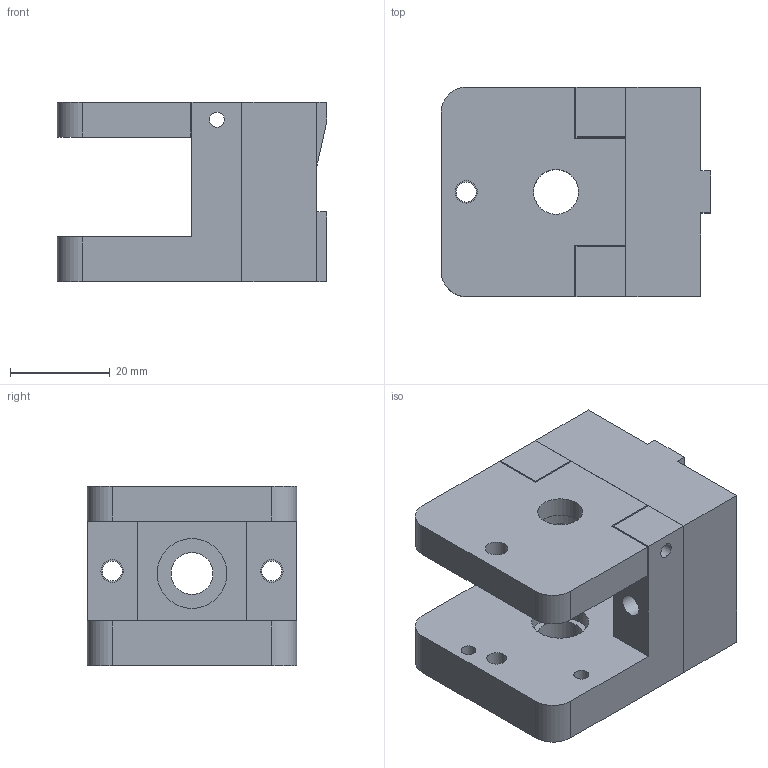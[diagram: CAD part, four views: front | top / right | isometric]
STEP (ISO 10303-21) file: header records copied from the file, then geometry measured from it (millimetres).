
FILE_DESCRIPTION(/* description */ (''),/* implementation_level */ '2;1');
FILE_NAME(/* name */ 'YIdlerTightener.stp',/* time_stamp */ '2014-06-26T21:31:58+02:00',/* author */ (''),/* organization */ (''),/* preprocessor_version */ 'ST-DEVELOPER v15.6',/* originating_system */ 'Autodesk Translator Framework v3.0.0.6910',/* authorisation */ '');
FILE_SCHEMA (('AUTOMOTIVE_DESIGN { 1 0 10303 214 3 1 1 }'));
Length unit declared in the file: centimetre
Products named in the file (5): Component12; Component3 Copy1; Component14; Component15; y-idler_tightener v6
Bounding box: 54 x 42 x 36 mm (x, y, z)
Volume: 47471.3 mm3; surface area: 17738.4 mm2
Topology: 3 solids, 3 shells, 60 faces, 157 edges, 106 vertices
Faces by surface type: plane 39, cylinder 21
Full cylindrical faces by diameter (mm): 3 x5, 4 x3, 4.5 x3, 8.4 x1, 9 x2, 11.4 x2, 14 x1
Entity records: 1914 total; most frequent: DIRECTION 316, CARTESIAN_POINT 307, ORIENTED_EDGE 272, EDGE_CURVE 136, AXIS2_PLACEMENT_3D 111, EDGE_LOOP 108, VERTEX_POINT 102, LINE 94
